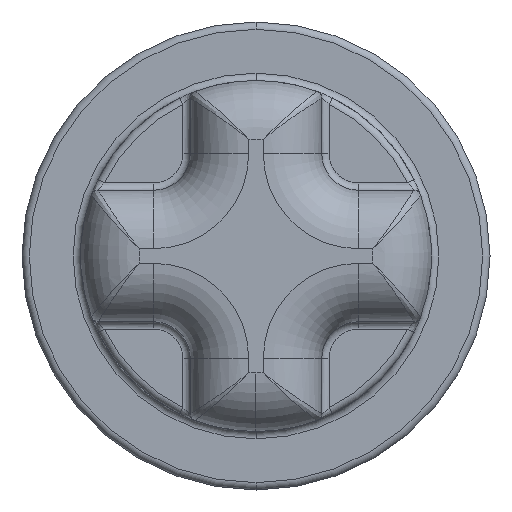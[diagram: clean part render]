
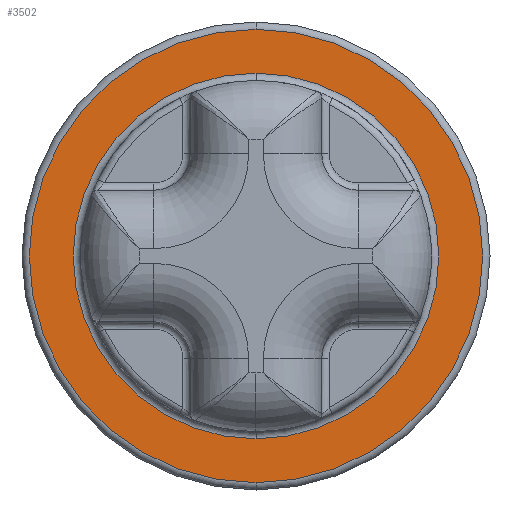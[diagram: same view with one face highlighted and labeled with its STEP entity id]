
A CAD part, left-side view. The second image highlights one B-rep face of the part: STEP entity #3502.
In plain terms, the highlighted planar face has unit normal (-1, 0, 0).
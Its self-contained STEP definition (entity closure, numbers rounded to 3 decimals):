
#57 = DIRECTION ( 'NONE',  ( 1., 0., 0. ) ) ;
#153 = EDGE_CURVE ( 'NONE', #1297, #2849, #690, .T. ) ;
#410 = CIRCLE ( 'NONE', #1043, 2.5 ) ;
#454 = PLANE ( 'NONE',  #3389 ) ;
#466 = CARTESIAN_POINT ( 'NONE',  ( 36., 0., 3.1 ) ) ;
#604 = FACE_OUTER_BOUND ( 'NONE', #4910, .T. ) ;
#690 = CIRCLE ( 'NONE', #5137, 3.1 ) ;
#853 = CARTESIAN_POINT ( 'NONE',  ( 36., 0., 0. ) ) ;
#896 = DIRECTION ( 'NONE',  ( -1., 0., 0. ) ) ;
#1043 = AXIS2_PLACEMENT_3D ( 'NONE', #2158, #4947, #2560 ) ;
#1153 = ORIENTED_EDGE ( 'NONE', *, *, #3865, .T. ) ;
#1157 = AXIS2_PLACEMENT_3D ( 'NONE', #4363, #1504, #4304 ) ;
#1257 = CARTESIAN_POINT ( 'NONE',  ( 36., 0., 0. ) ) ;
#1297 = VERTEX_POINT ( 'NONE', #466 ) ;
#1374 = EDGE_CURVE ( 'NONE', #2107, #2289, #3797, .T. ) ;
#1386 = AXIS2_PLACEMENT_3D ( 'NONE', #1257, #4068, #1683 ) ;
#1504 = DIRECTION ( 'NONE',  ( 1., 0., 0. ) ) ;
#1614 = EDGE_LOOP ( 'NONE', ( #1153, #3394 ) ) ;
#1683 = DIRECTION ( 'NONE',  ( 0., 0., -1. ) ) ;
#1866 = CARTESIAN_POINT ( 'NONE',  ( 36., 0., -3.1 ) ) ;
#2107 = VERTEX_POINT ( 'NONE', #4898 ) ;
#2158 = CARTESIAN_POINT ( 'NONE',  ( 36., 0., 0. ) ) ;
#2289 = VERTEX_POINT ( 'NONE', #2924 ) ;
#2560 = DIRECTION ( 'NONE',  ( 0., 0., -1. ) ) ;
#2720 = FACE_BOUND ( 'NONE', #1614, .T. ) ;
#2849 = VERTEX_POINT ( 'NONE', #1866 ) ;
#2924 = CARTESIAN_POINT ( 'NONE',  ( 36., 0., -2.5 ) ) ;
#3115 = CIRCLE ( 'NONE', #1386, 3.1 ) ;
#3294 = CARTESIAN_POINT ( 'NONE',  ( 36., 0., 0. ) ) ;
#3389 = AXIS2_PLACEMENT_3D ( 'NONE', #853, #57, #4054 ) ;
#3394 = ORIENTED_EDGE ( 'NONE', *, *, #1374, .T. ) ;
#3414 = ORIENTED_EDGE ( 'NONE', *, *, #153, .T. ) ;
#3498 = ORIENTED_EDGE ( 'NONE', *, *, #4442, .T. ) ;
#3502 = ADVANCED_FACE ( 'NONE', ( #604, #2720 ), #454, .F. ) ;
#3702 = DIRECTION ( 'NONE',  ( 0., 0., -1. ) ) ;
#3797 = CIRCLE ( 'NONE', #1157, 2.5 ) ;
#3865 = EDGE_CURVE ( 'NONE', #2289, #2107, #410, .T. ) ;
#4054 = DIRECTION ( 'NONE',  ( 0., 0., -1. ) ) ;
#4068 = DIRECTION ( 'NONE',  ( -1., 0., 0. ) ) ;
#4304 = DIRECTION ( 'NONE',  ( 0., 0., -1. ) ) ;
#4363 = CARTESIAN_POINT ( 'NONE',  ( 36., 0., 0. ) ) ;
#4442 = EDGE_CURVE ( 'NONE', #2849, #1297, #3115, .T. ) ;
#4898 = CARTESIAN_POINT ( 'NONE',  ( 36., 0., 2.5 ) ) ;
#4910 = EDGE_LOOP ( 'NONE', ( #3498, #3414 ) ) ;
#4947 = DIRECTION ( 'NONE',  ( 1., 0., 0. ) ) ;
#5137 = AXIS2_PLACEMENT_3D ( 'NONE', #3294, #896, #3702 ) ;
